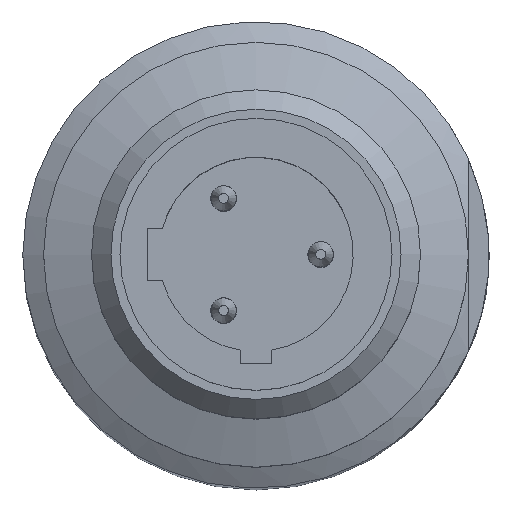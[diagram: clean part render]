
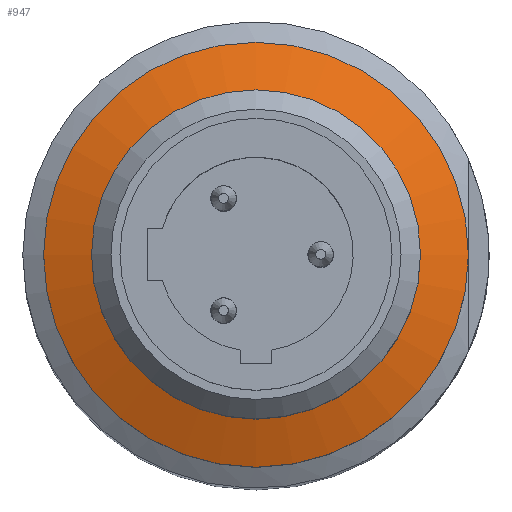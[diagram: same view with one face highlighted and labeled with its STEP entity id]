
A CAD part, top view. The second image highlights one B-rep face of the part: STEP entity #947.
In plain terms, the highlighted conical face has half-angle 70 degrees and reference radius 6.35 mm.
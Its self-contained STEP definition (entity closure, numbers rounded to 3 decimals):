
#98=CONICAL_SURFACE('',#1011,6.35,1.222);
#110=ORIENTED_EDGE('',*,*,#248,.T.);
#111=ORIENTED_EDGE('',*,*,#249,.F.);
#248=EDGE_CURVE('',#317,#317,#375,.T.);
#249=EDGE_CURVE('',#318,#318,#376,.T.);
#317=VERTEX_POINT('',#1332);
#318=VERTEX_POINT('',#1334);
#375=CIRCLE('',#1012,6.35);
#376=CIRCLE('',#1013,8.2);
#419=EDGE_LOOP('',(#110));
#420=EDGE_LOOP('',(#111));
#508=FACE_BOUND('',#419,.T.);
#509=FACE_BOUND('',#420,.T.);
#947=ADVANCED_FACE('',(#508,#509),#98,.T.);
#1011=AXIS2_PLACEMENT_3D('',#1330,#1113,#1114);
#1012=AXIS2_PLACEMENT_3D('',#1331,#1115,#1116);
#1013=AXIS2_PLACEMENT_3D('',#1333,#1117,#1118);
#1113=DIRECTION('',(0.,0.,-1.));
#1114=DIRECTION('',(-1.,0.,0.));
#1115=DIRECTION('',(0.,0.,-1.));
#1116=DIRECTION('',(1.,0.,0.));
#1117=DIRECTION('',(0.,0.,-1.));
#1118=DIRECTION('',(-1.,0.,0.));
#1330=CARTESIAN_POINT('',(0.,0.,47.5));
#1331=CARTESIAN_POINT('',(0.,0.,47.5));
#1332=CARTESIAN_POINT('',(6.35,0.,47.5));
#1333=CARTESIAN_POINT('',(0.,0.,46.827));
#1334=CARTESIAN_POINT('',(-8.2,0.,46.827));
